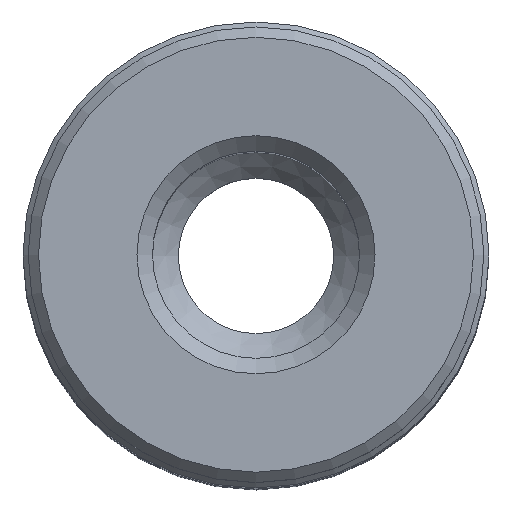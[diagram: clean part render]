
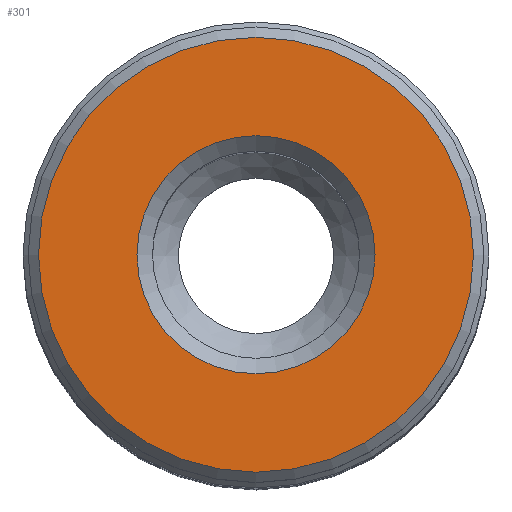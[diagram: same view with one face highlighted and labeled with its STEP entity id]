
A CAD part, top view. The second image highlights one B-rep face of the part: STEP entity #301.
In plain terms, the highlighted planar face has unit normal (0, 0, 1).
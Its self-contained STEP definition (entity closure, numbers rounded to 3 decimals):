
#30=PLANE('',#344);
#38=ORIENTED_EDGE('',*,*,#94,.T.);
#39=ORIENTED_EDGE('',*,*,#92,.F.);
#92=EDGE_CURVE('',#120,#120,#148,.T.);
#94=EDGE_CURVE('',#122,#122,#150,.T.);
#120=VERTEX_POINT('',#514);
#122=VERTEX_POINT('',#519);
#148=CIRCLE('',#342,4.2);
#150=CIRCLE('',#345,2.3);
#178=EDGE_LOOP('',(#38));
#179=EDGE_LOOP('',(#39));
#234=FACE_BOUND('',#178,.T.);
#235=FACE_BOUND('',#179,.T.);
#301=ADVANCED_FACE('',(#234,#235),#30,.T.);
#342=AXIS2_PLACEMENT_3D('',#513,#401,#402);
#344=AXIS2_PLACEMENT_3D('',#517,#405,#406);
#345=AXIS2_PLACEMENT_3D('',#518,#407,#408);
#401=DIRECTION('',(0.,0.,-1.));
#402=DIRECTION('',(-1.,0.,0.));
#405=DIRECTION('',(0.,0.,1.));
#406=DIRECTION('',(1.,0.,0.));
#407=DIRECTION('',(0.,0.,-1.));
#408=DIRECTION('',(-1.,0.,0.));
#513=CARTESIAN_POINT('',(0.,0.,0.));
#514=CARTESIAN_POINT('',(-4.2,0.,0.));
#517=CARTESIAN_POINT('',(0.,4.2,0.));
#518=CARTESIAN_POINT('',(0.,0.,0.));
#519=CARTESIAN_POINT('',(-2.3,0.,0.));
